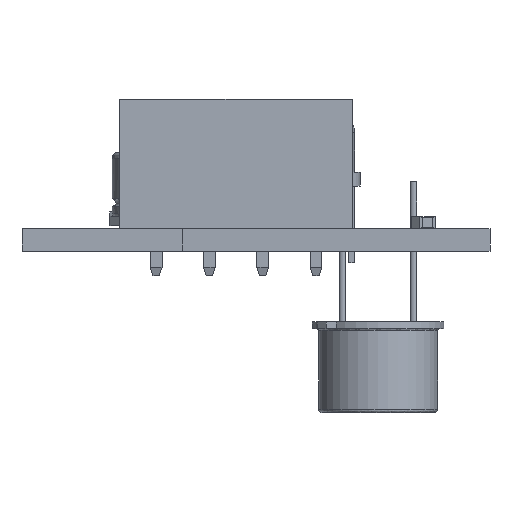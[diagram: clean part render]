
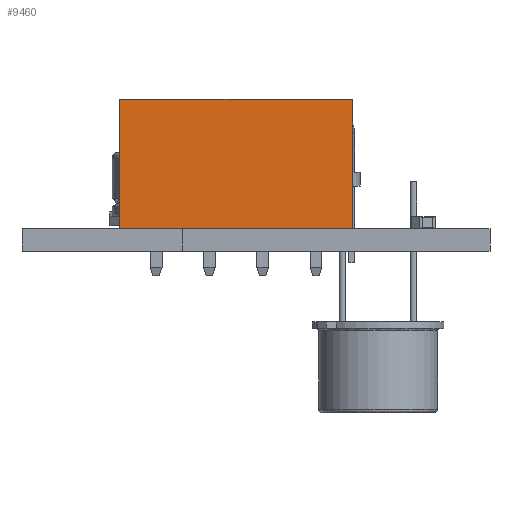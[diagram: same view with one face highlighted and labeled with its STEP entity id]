
A CAD part, front view. The second image highlights one B-rep face of the part: STEP entity #9460.
In plain terms, the highlighted planar face has unit normal (0, -1, 0).
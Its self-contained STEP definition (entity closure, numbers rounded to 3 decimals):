
#9460 = ADVANCED_FACE('',(#9461),#9475,.F.);
#9461 = FACE_BOUND('',#9462,.F.);
#9462 = EDGE_LOOP('',(#9463,#9498,#9526,#9554));
#9463 = ORIENTED_EDGE('',*,*,#9464,.T.);
#9464 = EDGE_CURVE('',#9465,#9467,#9469,.T.);
#9465 = VERTEX_POINT('',#9466);
#9466 = CARTESIAN_POINT('',(-2.6,-3.,0.));
#9467 = VERTEX_POINT('',#9468);
#9468 = CARTESIAN_POINT('',(-2.6,-3.,9.2));
#9469 = SURFACE_CURVE('',#9470,(#9474,#9486),.PCURVE_S1.);
#9470 = LINE('',#9471,#9472);
#9471 = CARTESIAN_POINT('',(-2.6,-3.,0.));
#9472 = VECTOR('',#9473,1.);
#9473 = DIRECTION('',(0.,0.,1.));
#9474 = PCURVE('',#9475,#9480);
#9475 = PLANE('',#9476);
#9476 = AXIS2_PLACEMENT_3D('',#9477,#9478,#9479);
#9477 = CARTESIAN_POINT('',(-2.6,-3.,0.));
#9478 = DIRECTION('',(0.,1.,0.));
#9479 = DIRECTION('',(1.,0.,0.));
#9480 = DEFINITIONAL_REPRESENTATION('',(#9481),#9485);
#9481 = LINE('',#9482,#9483);
#9482 = CARTESIAN_POINT('',(0.,0.));
#9483 = VECTOR('',#9484,1.);
#9484 = DIRECTION('',(0.,-1.));
#9485 = ( GEOMETRIC_REPRESENTATION_CONTEXT(2) 
PARAMETRIC_REPRESENTATION_CONTEXT() REPRESENTATION_CONTEXT('2D SPACE',''
  ) );
#9486 = PCURVE('',#9487,#9492);
#9487 = PLANE('',#9488);
#9488 = AXIS2_PLACEMENT_3D('',#9489,#9490,#9491);
#9489 = CARTESIAN_POINT('',(-2.6,0.698,4.625));
#9490 = DIRECTION('',(-1.,0.,0.));
#9491 = DIRECTION('',(0.,-1.,0.));
#9492 = DEFINITIONAL_REPRESENTATION('',(#9493),#9497);
#9493 = LINE('',#9494,#9495);
#9494 = CARTESIAN_POINT('',(3.698,-4.625));
#9495 = VECTOR('',#9496,1.);
#9496 = DIRECTION('',(0.,1.));
#9497 = ( GEOMETRIC_REPRESENTATION_CONTEXT(2) 
PARAMETRIC_REPRESENTATION_CONTEXT() REPRESENTATION_CONTEXT('2D SPACE',''
  ) );
#9498 = ORIENTED_EDGE('',*,*,#9499,.T.);
#9499 = EDGE_CURVE('',#9467,#9500,#9502,.T.);
#9500 = VERTEX_POINT('',#9501);
#9501 = CARTESIAN_POINT('',(14.03,-3.,9.2));
#9502 = SURFACE_CURVE('',#9503,(#9507,#9514),.PCURVE_S1.);
#9503 = LINE('',#9504,#9505);
#9504 = CARTESIAN_POINT('',(-2.6,-3.,9.2));
#9505 = VECTOR('',#9506,1.);
#9506 = DIRECTION('',(1.,0.,0.));
#9507 = PCURVE('',#9475,#9508);
#9508 = DEFINITIONAL_REPRESENTATION('',(#9509),#9513);
#9509 = LINE('',#9510,#9511);
#9510 = CARTESIAN_POINT('',(0.,-9.2));
#9511 = VECTOR('',#9512,1.);
#9512 = DIRECTION('',(1.,0.));
#9513 = ( GEOMETRIC_REPRESENTATION_CONTEXT(2) 
PARAMETRIC_REPRESENTATION_CONTEXT() REPRESENTATION_CONTEXT('2D SPACE',''
  ) );
#9514 = PCURVE('',#9515,#9520);
#9515 = PLANE('',#9516);
#9516 = AXIS2_PLACEMENT_3D('',#9517,#9518,#9519);
#9517 = CARTESIAN_POINT('',(5.715,0.625,9.2));
#9518 = DIRECTION('',(0.,0.,1.));
#9519 = DIRECTION('',(1.,0.,-0.));
#9520 = DEFINITIONAL_REPRESENTATION('',(#9521),#9525);
#9521 = LINE('',#9522,#9523);
#9522 = CARTESIAN_POINT('',(-8.315,-3.625));
#9523 = VECTOR('',#9524,1.);
#9524 = DIRECTION('',(1.,0.));
#9525 = ( GEOMETRIC_REPRESENTATION_CONTEXT(2) 
PARAMETRIC_REPRESENTATION_CONTEXT() REPRESENTATION_CONTEXT('2D SPACE',''
  ) );
#9526 = ORIENTED_EDGE('',*,*,#9527,.F.);
#9527 = EDGE_CURVE('',#9528,#9500,#9530,.T.);
#9528 = VERTEX_POINT('',#9529);
#9529 = CARTESIAN_POINT('',(14.03,-3.,0.));
#9530 = SURFACE_CURVE('',#9531,(#9535,#9542),.PCURVE_S1.);
#9531 = LINE('',#9532,#9533);
#9532 = CARTESIAN_POINT('',(14.03,-3.,0.));
#9533 = VECTOR('',#9534,1.);
#9534 = DIRECTION('',(0.,0.,1.));
#9535 = PCURVE('',#9475,#9536);
#9536 = DEFINITIONAL_REPRESENTATION('',(#9537),#9541);
#9537 = LINE('',#9538,#9539);
#9538 = CARTESIAN_POINT('',(16.63,0.));
#9539 = VECTOR('',#9540,1.);
#9540 = DIRECTION('',(0.,-1.));
#9541 = ( GEOMETRIC_REPRESENTATION_CONTEXT(2) 
PARAMETRIC_REPRESENTATION_CONTEXT() REPRESENTATION_CONTEXT('2D SPACE',''
  ) );
#9542 = PCURVE('',#9543,#9548);
#9543 = PLANE('',#9544);
#9544 = AXIS2_PLACEMENT_3D('',#9545,#9546,#9547);
#9545 = CARTESIAN_POINT('',(14.03,0.698,4.625));
#9546 = DIRECTION('',(1.,0.,0.));
#9547 = DIRECTION('',(0.,1.,0.));
#9548 = DEFINITIONAL_REPRESENTATION('',(#9549),#9553);
#9549 = LINE('',#9550,#9551);
#9550 = CARTESIAN_POINT('',(-3.698,-4.625));
#9551 = VECTOR('',#9552,1.);
#9552 = DIRECTION('',(0.,1.));
#9553 = ( GEOMETRIC_REPRESENTATION_CONTEXT(2) 
PARAMETRIC_REPRESENTATION_CONTEXT() REPRESENTATION_CONTEXT('2D SPACE',''
  ) );
#9554 = ORIENTED_EDGE('',*,*,#9555,.F.);
#9555 = EDGE_CURVE('',#9465,#9528,#9556,.T.);
#9556 = SURFACE_CURVE('',#9557,(#9561,#9568),.PCURVE_S1.);
#9557 = LINE('',#9558,#9559);
#9558 = CARTESIAN_POINT('',(-2.6,-3.,0.));
#9559 = VECTOR('',#9560,1.);
#9560 = DIRECTION('',(1.,0.,0.));
#9561 = PCURVE('',#9475,#9562);
#9562 = DEFINITIONAL_REPRESENTATION('',(#9563),#9567);
#9563 = LINE('',#9564,#9565);
#9564 = CARTESIAN_POINT('',(0.,0.));
#9565 = VECTOR('',#9566,1.);
#9566 = DIRECTION('',(1.,0.));
#9567 = ( GEOMETRIC_REPRESENTATION_CONTEXT(2) 
PARAMETRIC_REPRESENTATION_CONTEXT() REPRESENTATION_CONTEXT('2D SPACE',''
  ) );
#9568 = PCURVE('',#9569,#9574);
#9569 = PLANE('',#9570);
#9570 = AXIS2_PLACEMENT_3D('',#9571,#9572,#9573);
#9571 = CARTESIAN_POINT('',(5.715,0.625,0.));
#9572 = DIRECTION('',(0.,0.,1.));
#9573 = DIRECTION('',(1.,0.,-0.));
#9574 = DEFINITIONAL_REPRESENTATION('',(#9575),#9579);
#9575 = LINE('',#9576,#9577);
#9576 = CARTESIAN_POINT('',(-8.315,-3.625));
#9577 = VECTOR('',#9578,1.);
#9578 = DIRECTION('',(1.,0.));
#9579 = ( GEOMETRIC_REPRESENTATION_CONTEXT(2) 
PARAMETRIC_REPRESENTATION_CONTEXT() REPRESENTATION_CONTEXT('2D SPACE',''
  ) );
